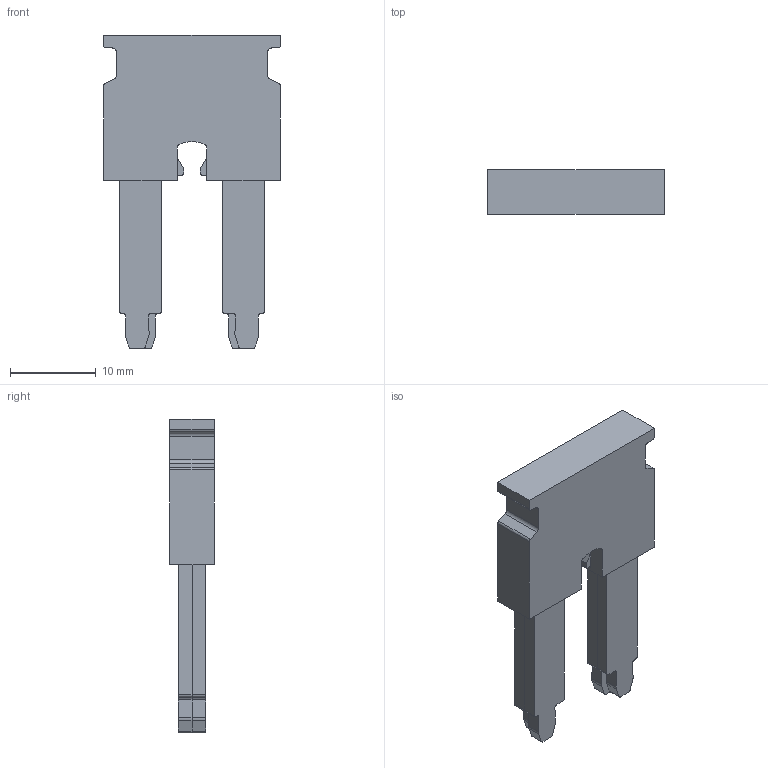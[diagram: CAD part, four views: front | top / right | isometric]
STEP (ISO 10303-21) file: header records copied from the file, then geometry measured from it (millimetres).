
FILE_DESCRIPTION(('CATIA V5R20 STEP214','CAx-IF Rec.Pracs.--- Model Styling and Organization---1.2---2011-12-15'),'2;1');
FILE_NAME ('12630482_4', '2018-03-01T12:18:58+00:00', ('Weidmueller Interface'), ('Weidmueller'), 'CATIA Version 5-6 Release 2014 SP4 HF52', 'CATIA V5 STEP AP214', 'none');
FILE_SCHEMA(('AUTOMOTIVE_DESIGN { 1 0 10303 214 1 1 1 1 }'));
Length unit declared in the file: millimetre
Products named in the file (1): 2497290000_ZQV_16N-2
Bounding box: 20.6 x 5.2 x 36.55 mm (x, y, z)
Volume: 2243.4 mm3; surface area: 3331.1 mm2
Topology: 3 solids, 3 shells, 187 faces, 492 edges, 328 vertices
Faces by surface type: cylinder 96, plane 91
Entity records: 5489 total; most frequent: ORIENTED_EDGE 984, CARTESIAN_POINT 968, DIRECTION 786, EDGE_CURVE 492, AXIS2_PLACEMENT_3D 340, VERTEX_POINT 328, VECTOR 300, LINE 300
